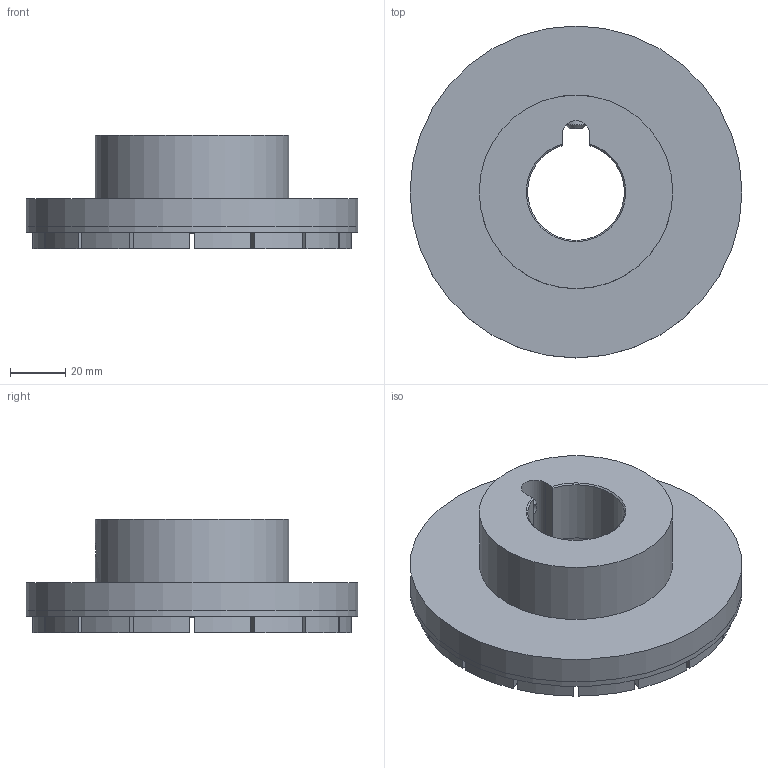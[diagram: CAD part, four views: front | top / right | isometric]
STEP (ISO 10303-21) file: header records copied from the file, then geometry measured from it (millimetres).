
FILE_DESCRIPTION( ( 'STEP AP203' ), '1' );
FILE_NAME( ' ', ' ', ( ' ' ), ( ' ' ), 'PSStep 10.0', ' ', ' ' );
FILE_SCHEMA( ( 'CONFIG_CONTROL_DESIGN' ) );
Length unit declared in the file: millimetre
Products named in the file (5): 1; 2; Assem1; 3; 4
Bounding box: 120 x 120 x 41 mm (x, y, z)
Volume: 217058.1 mm3; surface area: 68440.6 mm2
Topology: 21 solids, 21 shells, 207 faces, 486 edges, 322 vertices
Faces by surface type: plane 123, cylinder 77, cone 7
Full cylindrical faces by diameter (mm): 6.75 x1, 8 x2, 54 x1, 60 x2, 70 x1, 120 x2
Entity records: 3616 total; most frequent: CARTESIAN_POINT 728, DIRECTION 572, ORIENTED_EDGE 508, EDGE_CURVE 254, AXIS2_PLACEMENT_3D 208, VERTEX_POINT 176, LINE 156, VECTOR 156
